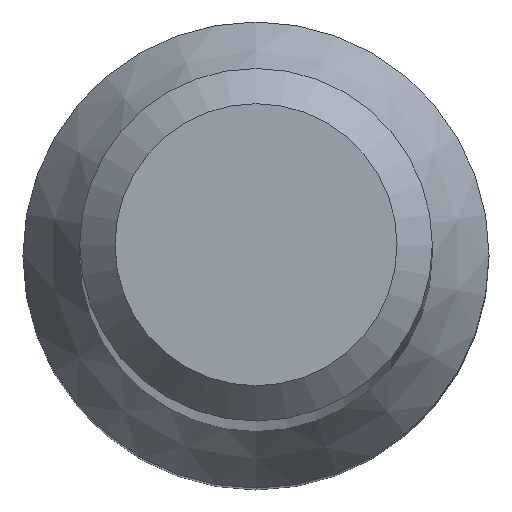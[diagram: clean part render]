
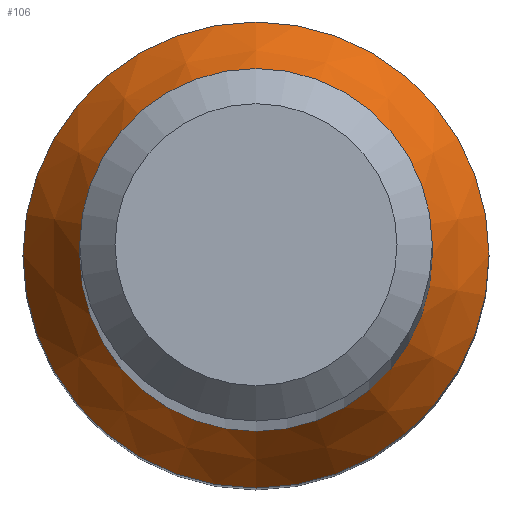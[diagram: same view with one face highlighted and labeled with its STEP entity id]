
A CAD part, top view. The second image highlights one B-rep face of the part: STEP entity #106.
In plain terms, the highlighted conical face has half-angle 30 degrees and reference radius 2.644 mm.
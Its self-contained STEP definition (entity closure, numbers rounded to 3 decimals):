
#19 = CIRCLE ( 'NONE', #172, 2.644 ) ;
#32 = FACE_BOUND ( 'NONE', #116, .T. ) ;
#36 = DIRECTION ( 'NONE',  ( 0., 1., 0. ) ) ;
#37 = CARTESIAN_POINT ( 'NONE',  ( 0., 2., 13.992 ) ) ;
#42 = EDGE_CURVE ( 'NONE', #215, #215, #87, .T. ) ;
#48 = DIRECTION ( 'NONE',  ( 0., 0., -1. ) ) ;
#87 = CIRCLE ( 'NONE', #206, 2. ) ;
#94 = CARTESIAN_POINT ( 'NONE',  ( 0., 0., 12.876 ) ) ;
#98 = DIRECTION ( 'NONE',  ( 0., 0., -1. ) ) ;
#99 = VERTEX_POINT ( 'NONE', #217 ) ;
#106 = ADVANCED_FACE ( 'NONE', ( #32, #213 ), #118, .T. ) ;
#116 = EDGE_LOOP ( 'NONE', ( #168 ) ) ;
#118 = CONICAL_SURFACE ( 'NONE', #221, 2.644, 0.524 ) ;
#132 = EDGE_CURVE ( 'NONE', #99, #99, #19, .T. ) ;
#168 = ORIENTED_EDGE ( 'NONE', *, *, #42, .T. ) ;
#172 = AXIS2_PLACEMENT_3D ( 'NONE', #94, #178, #36 ) ;
#178 = DIRECTION ( 'NONE',  ( 0., 0., -1. ) ) ;
#187 = DIRECTION ( 'NONE',  ( 0., 1., 0. ) ) ;
#196 = CARTESIAN_POINT ( 'NONE',  ( 0., 0., 12.876 ) ) ;
#204 = ORIENTED_EDGE ( 'NONE', *, *, #132, .F. ) ;
#206 = AXIS2_PLACEMENT_3D ( 'NONE', #207, #48, #187 ) ;
#207 = CARTESIAN_POINT ( 'NONE',  ( 0., 0., 13.992 ) ) ;
#213 = FACE_OUTER_BOUND ( 'NONE', #222, .T. ) ;
#215 = VERTEX_POINT ( 'NONE', #37 ) ;
#217 = CARTESIAN_POINT ( 'NONE',  ( 0., 2.644, 12.876 ) ) ;
#221 = AXIS2_PLACEMENT_3D ( 'NONE', #196, #98, #231 ) ;
#222 = EDGE_LOOP ( 'NONE', ( #204 ) ) ;
#231 = DIRECTION ( 'NONE',  ( 0., 1., 0. ) ) ;
